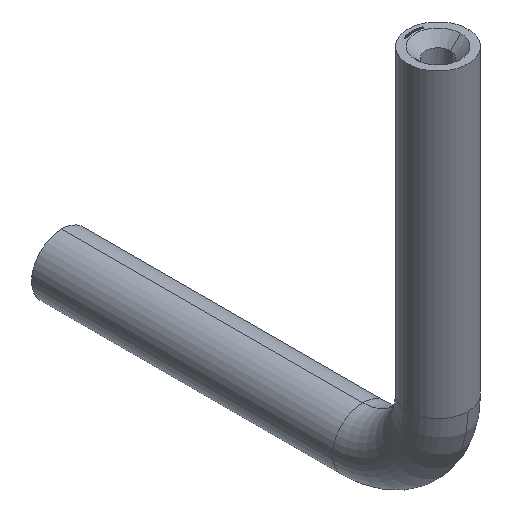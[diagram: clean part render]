
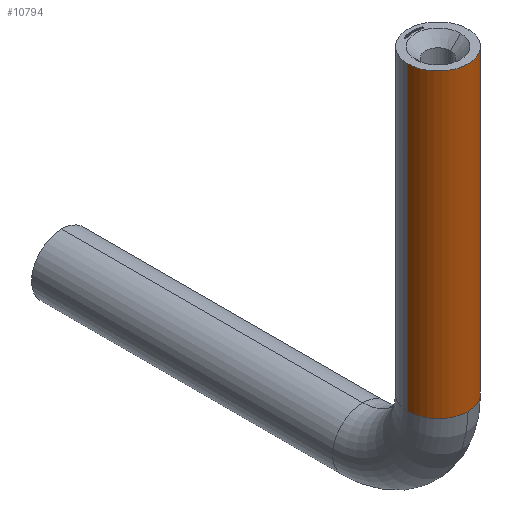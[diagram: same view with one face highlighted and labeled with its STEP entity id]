
A CAD part, isometric view. The second image highlights one B-rep face of the part: STEP entity #10794.
In plain terms, the highlighted cylindrical face has radius 6 mm (diameter 12 mm), a partial arc.
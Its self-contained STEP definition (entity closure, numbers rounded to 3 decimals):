
#16 = VERTEX_POINT ( 'NONE', #13541 ) ;
#225 = DIRECTION ( 'NONE',  ( 1., 0., 0. ) ) ;
#320 = CARTESIAN_POINT ( 'NONE',  ( 0., 0., 0. ) ) ;
#558 = LINE ( 'NONE', #4811, #1200 ) ;
#1200 = VECTOR ( 'NONE', #12109, 1000. ) ;
#1250 = DIRECTION ( 'NONE',  ( 0., 0., 1. ) ) ;
#2180 = CARTESIAN_POINT ( 'NONE',  ( 0., 0., -60. ) ) ;
#2343 = EDGE_CURVE ( 'NONE', #5084, #11189, #10648, .T. ) ;
#2846 = DIRECTION ( 'NONE',  ( 1., 0., 0. ) ) ;
#3052 = ORIENTED_EDGE ( 'NONE', *, *, #2343, .T. ) ;
#3196 = DIRECTION ( 'NONE',  ( 1., 0., 0. ) ) ;
#3413 = AXIS2_PLACEMENT_3D ( 'NONE', #3522, #1250, #5499 ) ;
#3522 = CARTESIAN_POINT ( 'NONE',  ( 0., 0., -60. ) ) ;
#4225 = ORIENTED_EDGE ( 'NONE', *, *, #12657, .T. ) ;
#4403 = VECTOR ( 'NONE', #10199, 1000. ) ;
#4729 = DIRECTION ( 'NONE',  ( 0., 0., 1. ) ) ;
#4811 = CARTESIAN_POINT ( 'NONE',  ( 6., 0., -60. ) ) ;
#5084 = VERTEX_POINT ( 'NONE', #8995 ) ;
#5374 = LINE ( 'NONE', #7054, #4403 ) ;
#5499 = DIRECTION ( 'NONE',  ( 1., 0., 0. ) ) ;
#5659 = ORIENTED_EDGE ( 'NONE', *, *, #10812, .F. ) ;
#5691 = CIRCLE ( 'NONE', #12045, 6. ) ;
#6053 = VERTEX_POINT ( 'NONE', #12358 ) ;
#6824 = CARTESIAN_POINT ( 'NONE',  ( 6., 0., -60. ) ) ;
#7054 = CARTESIAN_POINT ( 'NONE',  ( -6., 0., -60. ) ) ;
#7198 = AXIS2_PLACEMENT_3D ( 'NONE', #2180, #10611, #3196 ) ;
#7445 = CIRCLE ( 'NONE', #7198, 6. ) ;
#7603 = VERTEX_POINT ( 'NONE', #7882 ) ;
#7607 = DIRECTION ( 'NONE',  ( 0., 0., 1. ) ) ;
#7882 = CARTESIAN_POINT ( 'NONE',  ( -6., 0., -60. ) ) ;
#8370 = AXIS2_PLACEMENT_3D ( 'NONE', #13116, #4729, #2846 ) ;
#8665 = FACE_OUTER_BOUND ( 'NONE', #13487, .T. ) ;
#8995 = CARTESIAN_POINT ( 'NONE',  ( 0., -6., -60. ) ) ;
#10199 = DIRECTION ( 'NONE',  ( 0., 0., 1. ) ) ;
#10298 = ORIENTED_EDGE ( 'NONE', *, *, #10620, .F. ) ;
#10611 = DIRECTION ( 'NONE',  ( 0., 0., 1. ) ) ;
#10620 = EDGE_CURVE ( 'NONE', #7603, #16, #5374, .T. ) ;
#10648 = CIRCLE ( 'NONE', #8370, 6. ) ;
#10794 = ADVANCED_FACE ( 'NONE', ( #8665 ), #11234, .T. ) ;
#10812 = EDGE_CURVE ( 'NONE', #16, #6053, #5691, .T. ) ;
#11189 = VERTEX_POINT ( 'NONE', #6824 ) ;
#11234 = CYLINDRICAL_SURFACE ( 'NONE', #3413, 6. ) ;
#11372 = ORIENTED_EDGE ( 'NONE', *, *, #12987, .T. ) ;
#12045 = AXIS2_PLACEMENT_3D ( 'NONE', #320, #7607, #225 ) ;
#12109 = DIRECTION ( 'NONE',  ( 0., 0., 1. ) ) ;
#12358 = CARTESIAN_POINT ( 'NONE',  ( 6., 0., 0. ) ) ;
#12657 = EDGE_CURVE ( 'NONE', #7603, #5084, #7445, .T. ) ;
#12987 = EDGE_CURVE ( 'NONE', #11189, #6053, #558, .T. ) ;
#13116 = CARTESIAN_POINT ( 'NONE',  ( 0., 0., -60. ) ) ;
#13487 = EDGE_LOOP ( 'NONE', ( #10298, #4225, #3052, #11372, #5659 ) ) ;
#13541 = CARTESIAN_POINT ( 'NONE',  ( -6., 0., 0. ) ) ;
